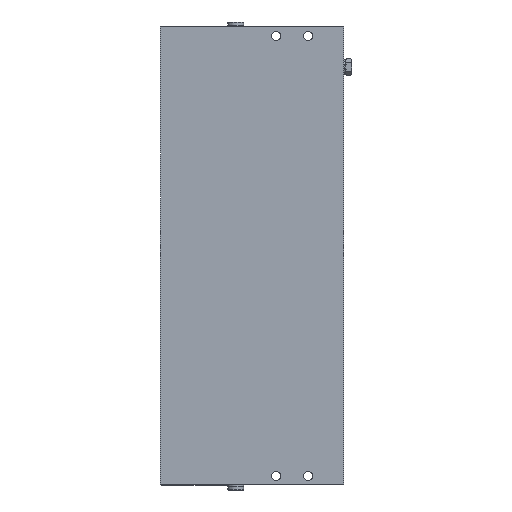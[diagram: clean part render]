
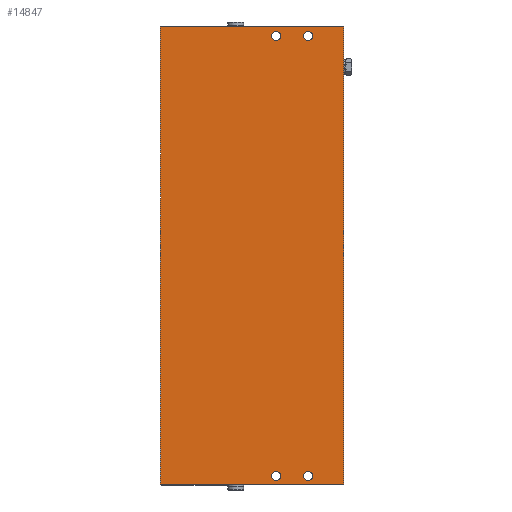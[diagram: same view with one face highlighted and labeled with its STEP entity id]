
A CAD part, front view. The second image highlights one B-rep face of the part: STEP entity #14847.
In plain terms, the highlighted planar face has unit normal (0, -1, 0).
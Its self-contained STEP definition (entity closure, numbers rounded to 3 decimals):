
#1061=CIRCLE('',#16562,2.25);
#1062=CIRCLE('',#16563,2.25);
#1063=CIRCLE('',#16564,2.25);
#1064=CIRCLE('',#16565,2.25);
#2226=ORIENTED_EDGE('',*,*,#5887,.T.);
#2227=ORIENTED_EDGE('',*,*,#5888,.T.);
#2228=ORIENTED_EDGE('',*,*,#5889,.T.);
#2229=ORIENTED_EDGE('',*,*,#5890,.T.);
#2230=ORIENTED_EDGE('',*,*,#5891,.T.);
#2231=ORIENTED_EDGE('',*,*,#5892,.F.);
#2232=ORIENTED_EDGE('',*,*,#5842,.F.);
#2233=ORIENTED_EDGE('',*,*,#5374,.T.);
#5374=EDGE_CURVE('',#7210,#7209,#8726,.T.);
#5842=EDGE_CURVE('',#7210,#7676,#8897,.T.);
#5887=EDGE_CURVE('',#7714,#7714,#1061,.T.);
#5888=EDGE_CURVE('',#7715,#7715,#1062,.T.);
#5889=EDGE_CURVE('',#7716,#7716,#1063,.T.);
#5890=EDGE_CURVE('',#7717,#7717,#1064,.T.);
#5891=EDGE_CURVE('',#7209,#7718,#8920,.T.);
#5892=EDGE_CURVE('',#7676,#7718,#8921,.T.);
#7209=VERTEX_POINT('',#23221);
#7210=VERTEX_POINT('',#23223);
#7676=VERTEX_POINT('',#24159);
#7714=VERTEX_POINT('',#24276);
#7715=VERTEX_POINT('',#24278);
#7716=VERTEX_POINT('',#24280);
#7717=VERTEX_POINT('',#24282);
#7718=VERTEX_POINT('',#24284);
#8726=LINE('',#23222,#9538);
#8897=LINE('',#24158,#9709);
#8920=LINE('',#24283,#9732);
#8921=LINE('',#24285,#9733);
#9538=VECTOR('',#18298,1000.);
#9709=VECTOR('',#19067,1000.);
#9732=VECTOR('',#19146,1000.);
#9733=VECTOR('',#19147,1000.);
#10656=EDGE_LOOP('',(#2226));
#10657=EDGE_LOOP('',(#2227));
#10658=EDGE_LOOP('',(#2228));
#10659=EDGE_LOOP('',(#2229));
#10660=EDGE_LOOP('',(#2230,#2231,#2232,#2233));
#12632=FACE_BOUND('',#10656,.T.);
#12633=FACE_BOUND('',#10657,.T.);
#12634=FACE_BOUND('',#10658,.T.);
#12635=FACE_BOUND('',#10659,.T.);
#12636=FACE_BOUND('',#10660,.T.);
#14345=PLANE('',#16561);
#14847=ADVANCED_FACE('',(#12632,#12633,#12634,#12635,#12636),#14345,.F.);
#16561=AXIS2_PLACEMENT_3D('',#24274,#19136,#19137);
#16562=AXIS2_PLACEMENT_3D('',#24275,#19138,#19139);
#16563=AXIS2_PLACEMENT_3D('',#24277,#19140,#19141);
#16564=AXIS2_PLACEMENT_3D('',#24279,#19142,#19143);
#16565=AXIS2_PLACEMENT_3D('',#24281,#19144,#19145);
#18298=DIRECTION('',(0.,0.,-1.));
#19067=DIRECTION('',(1.,0.,0.));
#19136=DIRECTION('',(0.,1.,0.));
#19137=DIRECTION('',(0.,0.,1.));
#19138=DIRECTION('',(0.,1.,0.));
#19139=DIRECTION('',(1.,0.,0.));
#19140=DIRECTION('',(0.,1.,0.));
#19141=DIRECTION('',(1.,0.,0.));
#19142=DIRECTION('',(0.,1.,0.));
#19143=DIRECTION('',(1.,0.,0.));
#19144=DIRECTION('',(0.,1.,0.));
#19145=DIRECTION('',(1.,0.,0.));
#19146=DIRECTION('',(1.,0.,0.));
#19147=DIRECTION('',(0.,0.,-1.));
#23221=CARTESIAN_POINT('',(0.,-23.,0.));
#23222=CARTESIAN_POINT('',(0.,-23.,229.));
#23223=CARTESIAN_POINT('',(0.,-23.,229.));
#24158=CARTESIAN_POINT('',(0.,-23.,229.));
#24159=CARTESIAN_POINT('',(91.5,-23.,229.));
#24274=CARTESIAN_POINT('',(0.,-23.,229.));
#24275=CARTESIAN_POINT('',(33.65,-23.,4.5));
#24276=CARTESIAN_POINT('',(35.9,-23.,4.5));
#24277=CARTESIAN_POINT('',(17.65,-23.,224.5));
#24278=CARTESIAN_POINT('',(19.9,-23.,224.5));
#24279=CARTESIAN_POINT('',(33.65,-23.,224.5));
#24280=CARTESIAN_POINT('',(35.9,-23.,224.5));
#24281=CARTESIAN_POINT('',(17.65,-23.,4.5));
#24282=CARTESIAN_POINT('',(19.9,-23.,4.5));
#24283=CARTESIAN_POINT('',(0.,-23.,0.));
#24284=CARTESIAN_POINT('',(91.5,-23.,0.));
#24285=CARTESIAN_POINT('',(91.5,-23.,229.));
